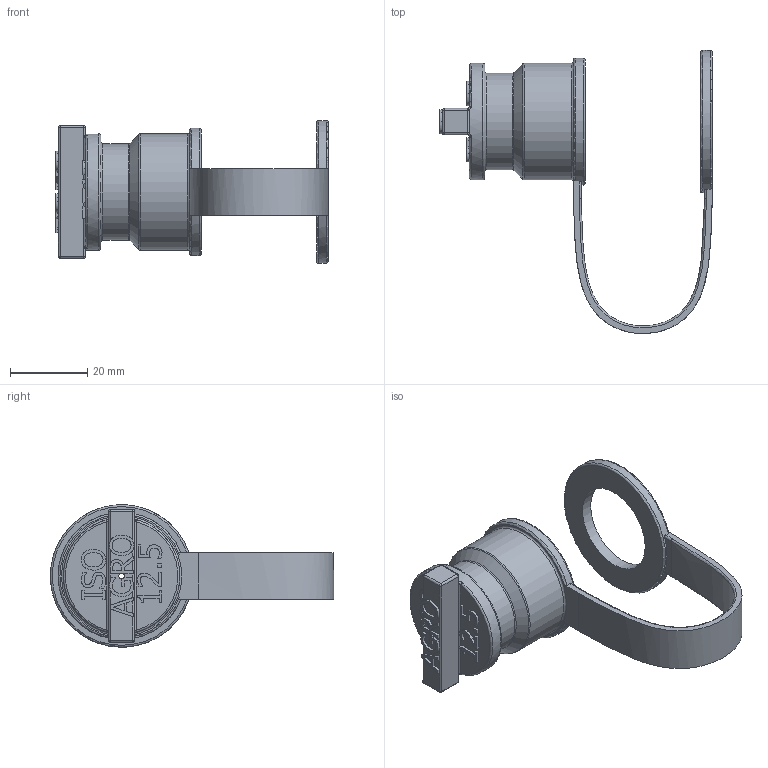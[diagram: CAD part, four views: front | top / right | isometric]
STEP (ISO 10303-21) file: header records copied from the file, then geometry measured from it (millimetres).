
FILE_DESCRIPTION((''),'2;1');
FILE_NAME('6224.stp','2014-11-03T16:03:51',(''),('KNOMI spol. s r. o.'),'Autodesk Inventor 2012','Autodesk Inventor 2012','');
FILE_SCHEMA(('AUTOMOTIVE_DESIGN { 1 2 10303 214 0 1 1 1 }'));
Length unit declared in the file: millimetre
Products named in the file (1): Prach.zástr.ISO 12,5 - Žlutá
Bounding box: 70.7 x 73.45 x 36.98 mm (x, y, z)
Volume: 14755.5 mm3; surface area: 11715.5 mm2
Topology: 1 solids, 1 shells, 279 faces, 730 edges, 464 vertices
Faces by surface type: plane 126, bspline 98, cylinder 31, torus 11, sphere 8, cone 5
Full cylindrical faces by diameter (mm): 1.5 x1, 21 x1, 22.9 x1, 23 x1, 24 x2, 25 x1, 30.2 x2, 33 x1, 37 x1
Entity records: 9572 total; most frequent: CARTESIAN_POINT 3530, ORIENTED_EDGE 1394, DIRECTION 914, EDGE_CURVE 697, VERTEX_POINT 456, VECTOR 402, LINE 402, EDGE_LOOP 319
